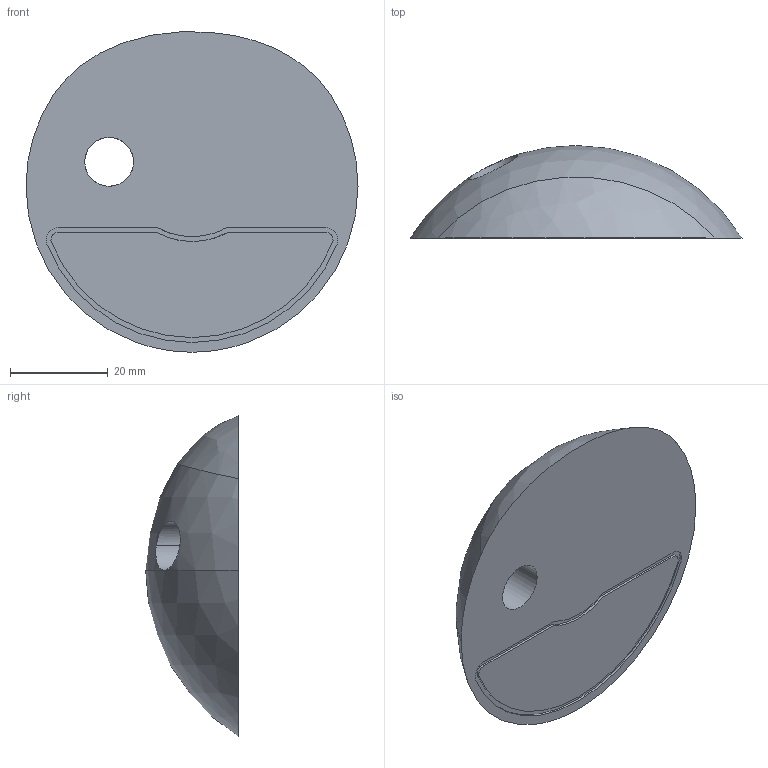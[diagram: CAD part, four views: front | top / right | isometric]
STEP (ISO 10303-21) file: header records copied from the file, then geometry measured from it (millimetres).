
FILE_DESCRIPTION (( 'STEP AP203' ), '1' );
FILE_NAME ('1_3_Head_Lid.STEP', '2014-08-31T10:12:49', ( '' ), ( '' ), 'SwSTEP 2.0', 'SolidWorks 2013', '' );
FILE_SCHEMA (( 'CONFIG_CONTROL_DESIGN' ));
Length unit declared in the file: millimetre
Products named in the file (1): 1_3_Head_Lid
Bounding box: 68.09 x 19 x 65.71 mm (x, y, z)
Volume: 36616.7 mm3; surface area: 8707.6 mm2
Topology: 1 solids, 1 shells, 22 faces, 59 edges, 40 vertices
Faces by surface type: cylinder 10, plane 7, bspline 3, sphere 2
Entity records: 1067 total; most frequent: CARTESIAN_POINT 447, ORIENTED_EDGE 114, DIRECTION 112, EDGE_CURVE 57, AXIS2_PLACEMENT_3D 44, VERTEX_POINT 38, EDGE_LOOP 25, CIRCLE 24
